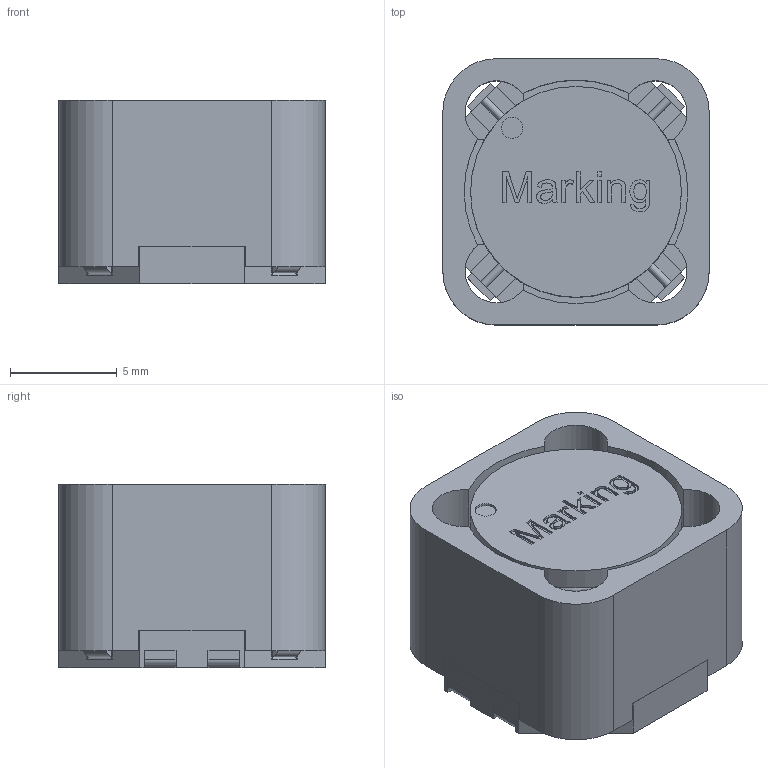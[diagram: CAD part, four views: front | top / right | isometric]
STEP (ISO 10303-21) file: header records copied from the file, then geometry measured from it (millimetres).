
FILE_DESCRIPTION( ( 'Unknown' ), '1' );
FILE_NAME( '744870xxx.stp', 'Unknown', ( 'Unknown' ), ( 'Unknown' ), 'PSStep 17.0.49', 'Unknown', ' ' );
FILE_SCHEMA( ( 'AUTOMOTIVE_DESIGN { 1 0 10303 214 1 1 1 1 }' ) );
Length unit declared in the file: millimetre
Products named in the file (8): Assem1; Kern; Deckel; Pin; Pin_2
Assembly tree (9 placements, depth 2):
  Assem1
    Kern
    Kern
    Kern
    Kern
    Deckel
    Pin  x2
    Pin_2  x2
Bounding box: 12.5 x 12.5 x 8.6 mm (x, y, z)
Volume: 850.8 mm3; surface area: 2100.1 mm2
Topology: 9 solids, 9 shells, 392 faces, 1048 edges, 675 vertices
Faces by surface type: plane 258, cylinder 78, bspline 40, extrusion 16
Full cylindrical faces by diameter (mm): 1 x1, 5.8 x1, 9.9 x2
Entity records: 23104 total; most frequent: CARTESIAN_POINT 12250, ORIENTED_EDGE 1722, DIRECTION 1430, EDGE_CURVE 861, VECTOR 578, VERTEX_POINT 578, LINE 562, AXIS2_PLACEMENT_3D 426
